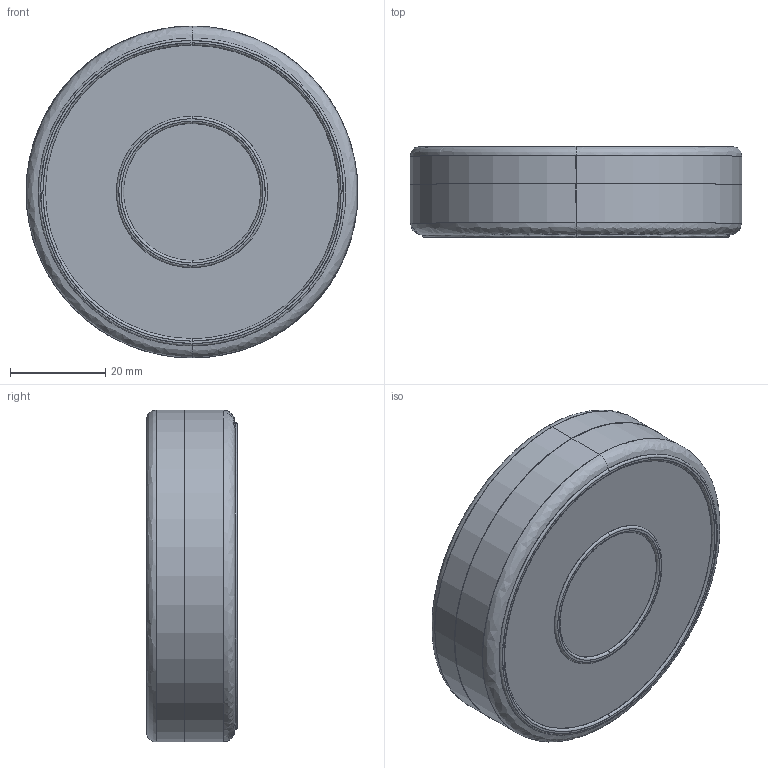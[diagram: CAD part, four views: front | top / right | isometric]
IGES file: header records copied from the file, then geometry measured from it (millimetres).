
Start section: SolidWorks IGES file using analytic representation for surfaces
Global section: file name: KM 81.IGS; native system: SolidWorks 2008; preprocessor: SolidWorks 2008; author: user; date: 081101.232621; units: millimetre
Bounding box: 69.8 x 19.1 x 69.8 mm (x, y, z)
Surface area: 23913.7 mm2 (no closed solid volume)
Topology: 0 solids, 0 shells, 51 faces, 808 edges, 808 vertices
Faces by surface type: bspline 35, revolution 16
